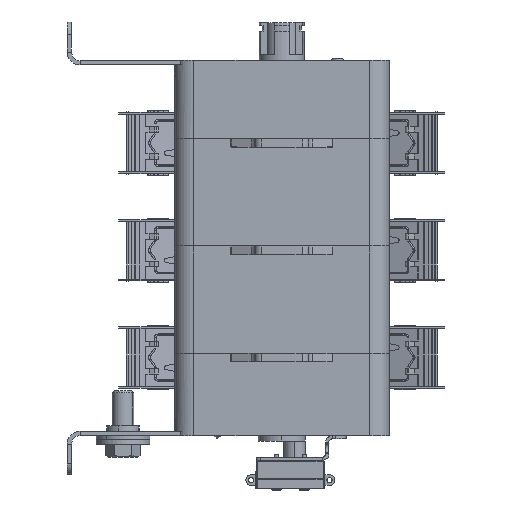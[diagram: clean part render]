
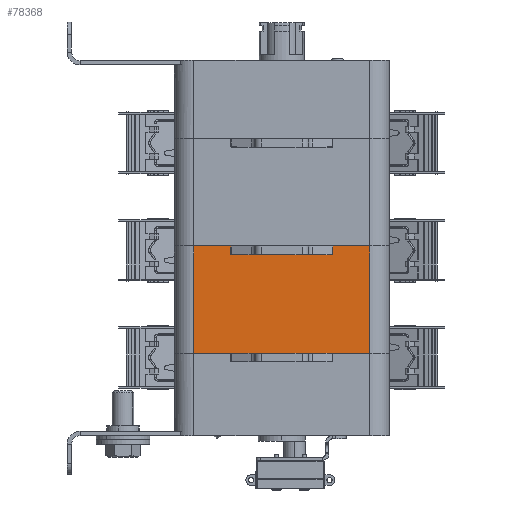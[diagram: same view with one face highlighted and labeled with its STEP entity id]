
A CAD part, front view. The second image highlights one B-rep face of the part: STEP entity #78368.
In plain terms, the highlighted planar face has unit normal (0, -1, 0).
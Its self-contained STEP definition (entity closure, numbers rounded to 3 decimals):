
#316 = CARTESIAN_POINT ( 'NONE',  ( 53.622, -49.77, 40.566 ) ) ;
#317 = DIRECTION ( 'NONE',  ( 1., 0., 0. ) ) ;
#318 = VECTOR ( 'NONE', #317, 1000. ) ;
#319 = CARTESIAN_POINT ( 'NONE',  ( -11.178, -49.77, 40.566 ) ) ;
#320 = LINE ( 'NONE', #319, #318 ) ;
#350 = CARTESIAN_POINT ( 'NONE',  ( 53.622, -49.77, 44.366 ) ) ;
#351 = DIRECTION ( 'NONE',  ( 0., 0., -1. ) ) ;
#352 = VECTOR ( 'NONE', #351, 1000. ) ;
#353 = CARTESIAN_POINT ( 'NONE',  ( 53.622, -49.77, 44.366 ) ) ;
#354 = LINE ( 'NONE', #353, #352 ) ;
#491 = CARTESIAN_POINT ( 'NONE',  ( 6.022, -49.77, 40.566 ) ) ;
#507 = DIRECTION ( 'NONE',  ( 0., 0., -1. ) ) ;
#508 = VECTOR ( 'NONE', #507, 1000. ) ;
#509 = CARTESIAN_POINT ( 'NONE',  ( 6.022, -49.77, 44.366 ) ) ;
#510 = LINE ( 'NONE', #509, #508 ) ;
#576 = CARTESIAN_POINT ( 'NONE',  ( 6.022, -49.77, 44.366 ) ) ;
#724 = CARTESIAN_POINT ( 'NONE',  ( -11.178, -49.77, -5.634 ) ) ;
#725 = CARTESIAN_POINT ( 'NONE',  ( 70.822, -49.77, -5.634 ) ) ;
#797 = DIRECTION ( 'NONE',  ( -1., 0., 0. ) ) ;
#798 = VECTOR ( 'NONE', #797, 1000. ) ;
#799 = CARTESIAN_POINT ( 'NONE',  ( -11.178, -49.77, -5.634 ) ) ;
#800 = LINE ( 'NONE', #799, #798 ) ;
#884 = FACE_OUTER_BOUND ( 'NONE', #78372, .T. ) ;
#897 = CARTESIAN_POINT ( 'NONE',  ( -11.178, -49.77, 44.366 ) ) ;
#898 = DIRECTION ( 'NONE',  ( 0., 0., -1. ) ) ;
#899 = VECTOR ( 'NONE', #898, 1000. ) ;
#900 = CARTESIAN_POINT ( 'NONE',  ( -11.178, -49.77, 19.366 ) ) ;
#901 = LINE ( 'NONE', #900, #899 ) ;
#937 = DIRECTION ( 'NONE',  ( 0., 0., 1. ) ) ;
#938 = DIRECTION ( 'NONE',  ( 0., 1., 0. ) ) ;
#939 = CARTESIAN_POINT ( 'NONE',  ( -11.178, -49.77, 19.366 ) ) ;
#940 = AXIS2_PLACEMENT_3D ( 'NONE', #939, #938, #937 ) ;
#941 = PLANE ( 'NONE',  #940 ) ;
#964 = DIRECTION ( 'NONE',  ( 1., 0., 0. ) ) ;
#965 = VECTOR ( 'NONE', #964, 1000. ) ;
#966 = CARTESIAN_POINT ( 'NONE',  ( -11.178, -49.77, 44.366 ) ) ;
#967 = LINE ( 'NONE', #966, #965 ) ;
#1047 = DIRECTION ( 'NONE',  ( 1., 0., 0. ) ) ;
#1048 = VECTOR ( 'NONE', #1047, 1000. ) ;
#1049 = CARTESIAN_POINT ( 'NONE',  ( 53.622, -49.77, 44.366 ) ) ;
#1050 = LINE ( 'NONE', #1049, #1048 ) ;
#1089 = CARTESIAN_POINT ( 'NONE',  ( 70.822, -49.77, 44.366 ) ) ;
#1090 = DIRECTION ( 'NONE',  ( 0., 0., -1. ) ) ;
#1091 = VECTOR ( 'NONE', #1090, 1000. ) ;
#1092 = CARTESIAN_POINT ( 'NONE',  ( 70.822, -49.77, 19.366 ) ) ;
#1093 = LINE ( 'NONE', #1092, #1091 ) ;
#77817 = EDGE_CURVE ( 'NONE', #77952, #77818, #320, .T. ) ;
#77818 = VERTEX_POINT ( 'NONE', #316 ) ;
#77855 = EDGE_CURVE ( 'NONE', #77856, #77818, #354, .T. ) ;
#77856 = VERTEX_POINT ( 'NONE', #350 ) ;
#77952 = VERTEX_POINT ( 'NONE', #491 ) ;
#77993 = EDGE_CURVE ( 'NONE', #78043, #77952, #510, .T. ) ;
#78043 = VERTEX_POINT ( 'NONE', #576 ) ;
#78221 = VERTEX_POINT ( 'NONE', #725 ) ;
#78223 = VERTEX_POINT ( 'NONE', #724 ) ;
#78275 = EDGE_CURVE ( 'NONE', #78221, #78223, #800, .T. ) ;
#78346 = EDGE_CURVE ( 'NONE', #78349, #78223, #901, .T. ) ;
#78349 = VERTEX_POINT ( 'NONE', #897 ) ;
#78368 = ADVANCED_FACE ( 'NONE', ( #884 ), #941, .F. ) ;
#78372 = EDGE_LOOP ( 'NONE', ( #78523, #78528, #78529, #78512, #78516, #78517, #78559, #78411 ) ) ;
#78411 = ORIENTED_EDGE ( 'NONE', *, *, #78413, .F. ) ;
#78413 = EDGE_CURVE ( 'NONE', #78349, #78043, #967, .T. ) ;
#78512 = ORIENTED_EDGE ( 'NONE', *, *, #78515, .F. ) ;
#78515 = EDGE_CURVE ( 'NONE', #77856, #78531, #1050, .T. ) ;
#78516 = ORIENTED_EDGE ( 'NONE', *, *, #77855, .T. ) ;
#78517 = ORIENTED_EDGE ( 'NONE', *, *, #77817, .F. ) ;
#78523 = ORIENTED_EDGE ( 'NONE', *, *, #78346, .T. ) ;
#78528 = ORIENTED_EDGE ( 'NONE', *, *, #78275, .F. ) ;
#78529 = ORIENTED_EDGE ( 'NONE', *, *, #78530, .F. ) ;
#78530 = EDGE_CURVE ( 'NONE', #78531, #78221, #1093, .T. ) ;
#78531 = VERTEX_POINT ( 'NONE', #1089 ) ;
#78559 = ORIENTED_EDGE ( 'NONE', *, *, #77993, .F. ) ;
